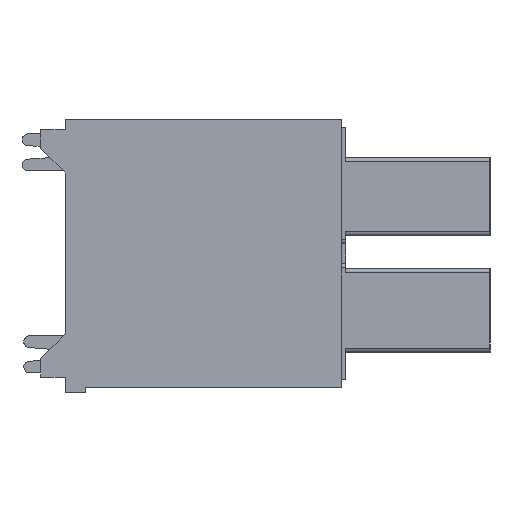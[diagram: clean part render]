
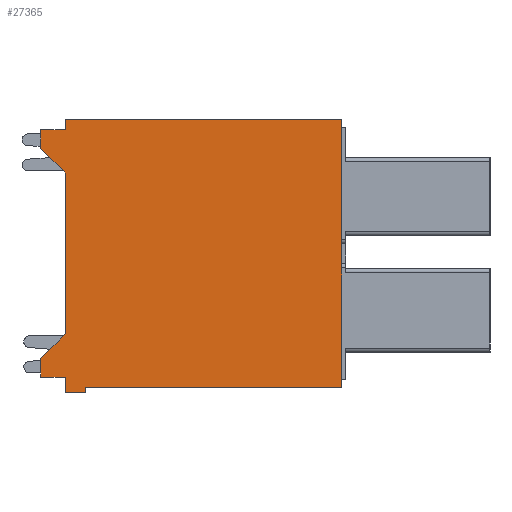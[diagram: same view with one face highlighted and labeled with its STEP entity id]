
A CAD part, left-side view. The second image highlights one B-rep face of the part: STEP entity #27365.
In plain terms, the highlighted planar face has unit normal (-1, 0, 0).
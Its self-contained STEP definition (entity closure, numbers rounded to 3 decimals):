
#3338=ORIENTED_EDGE('',*,*,#9223,.F.);
#3339=ORIENTED_EDGE('',*,*,#10451,.T.);
#3340=ORIENTED_EDGE('',*,*,#10452,.F.);
#3341=ORIENTED_EDGE('',*,*,#10453,.T.);
#3342=ORIENTED_EDGE('',*,*,#9250,.F.);
#3343=ORIENTED_EDGE('',*,*,#10454,.T.);
#3344=ORIENTED_EDGE('',*,*,#10455,.T.);
#3345=ORIENTED_EDGE('',*,*,#9102,.T.);
#3346=ORIENTED_EDGE('',*,*,#10442,.T.);
#3347=ORIENTED_EDGE('',*,*,#9715,.F.);
#3348=ORIENTED_EDGE('',*,*,#9310,.F.);
#3349=ORIENTED_EDGE('',*,*,#10456,.F.);
#3350=ORIENTED_EDGE('',*,*,#10457,.T.);
#3351=ORIENTED_EDGE('',*,*,#10458,.T.);
#9102=EDGE_CURVE('',#13078,#13116,#15774,.T.);
#9223=EDGE_CURVE('',#13229,#13230,#15863,.T.);
#9250=EDGE_CURVE('',#13256,#13257,#15890,.T.);
#9310=EDGE_CURVE('',#13316,#13317,#15950,.T.);
#9715=EDGE_CURVE('',#13317,#13600,#16355,.T.);
#10442=EDGE_CURVE('',#13116,#13600,#16961,.T.);
#10451=EDGE_CURVE('',#13229,#14028,#16970,.T.);
#10452=EDGE_CURVE('',#14029,#14028,#16971,.T.);
#10453=EDGE_CURVE('',#14029,#13257,#16972,.T.);
#10454=EDGE_CURVE('',#13256,#14030,#16973,.T.);
#10455=EDGE_CURVE('',#14030,#13078,#16974,.T.);
#10456=EDGE_CURVE('',#14031,#13316,#16975,.T.);
#10457=EDGE_CURVE('',#14031,#14032,#16976,.T.);
#10458=EDGE_CURVE('',#14032,#13230,#16977,.T.);
#13078=VERTEX_POINT('',#37738);
#13116=VERTEX_POINT('',#37814);
#13229=VERTEX_POINT('',#38065);
#13230=VERTEX_POINT('',#38067);
#13256=VERTEX_POINT('',#38120);
#13257=VERTEX_POINT('',#38122);
#13316=VERTEX_POINT('',#38241);
#13317=VERTEX_POINT('',#38243);
#13600=VERTEX_POINT('',#39028);
#14028=VERTEX_POINT('',#41411);
#14029=VERTEX_POINT('',#41413);
#14030=VERTEX_POINT('',#41416);
#14031=VERTEX_POINT('',#41419);
#14032=VERTEX_POINT('',#41421);
#15774=LINE('',#37815,#19254);
#15863=LINE('',#38066,#19343);
#15890=LINE('',#38121,#19370);
#15950=LINE('',#38242,#19430);
#16355=LINE('',#39027,#19835);
#16961=LINE('',#41394,#20441);
#16970=LINE('',#41410,#20450);
#16971=LINE('',#41412,#20451);
#16972=LINE('',#41414,#20452);
#16973=LINE('',#41415,#20453);
#16974=LINE('',#41417,#20454);
#16975=LINE('',#41418,#20455);
#16976=LINE('',#41420,#20456);
#16977=LINE('',#41422,#20457);
#19254=VECTOR('',#30453,1000.);
#19343=VECTOR('',#30640,1000.);
#19370=VECTOR('',#30669,1000.);
#19430=VECTOR('',#30731,1000.);
#19835=VECTOR('',#31330,1000.);
#20441=VECTOR('',#32542,1000.);
#20450=VECTOR('',#32555,1000.);
#20451=VECTOR('',#32556,1000.);
#20452=VECTOR('',#32557,1000.);
#20453=VECTOR('',#32558,1000.);
#20454=VECTOR('',#32559,1000.);
#20455=VECTOR('',#32560,1000.);
#20456=VECTOR('',#32561,1000.);
#20457=VECTOR('',#32562,1000.);
#23117=EDGE_LOOP('',(#3338,#3339,#3340,#3341,#3342,#3343,#3344,#3345,#3346,
#3347,#3348,#3349,#3350,#3351));
#24719=FACE_BOUND('',#23117,.T.);
#26137=PLANE('',#28926);
#27365=ADVANCED_FACE('',(#24719),#26137,.F.);
#28926=AXIS2_PLACEMENT_3D('',#41409,#32553,#32554);
#30453=DIRECTION('',(0.,-1.,0.));
#30640=DIRECTION('',(0.,0.,1.));
#30669=DIRECTION('',(0.,0.,1.));
#30731=DIRECTION('',(0.,0.,1.));
#31330=DIRECTION('',(0.,-1.,0.));
#32542=DIRECTION('',(0.,0.,1.));
#32553=DIRECTION('',(1.,0.,0.));
#32554=DIRECTION('',(0.,0.,-1.));
#32555=DIRECTION('',(0.,0.707,-0.707));
#32556=DIRECTION('',(0.,0.,1.));
#32557=DIRECTION('',(0.,-1.,0.));
#32558=DIRECTION('',(0.,-1.,0.));
#32559=DIRECTION('',(0.,0.,1.));
#32560=DIRECTION('',(0.,-1.,0.));
#32561=DIRECTION('',(0.,0.,-1.));
#32562=DIRECTION('',(0.,-0.707,-0.707));
#37738=CARTESIAN_POINT('',(-14.4,12.4,-6.5));
#37814=CARTESIAN_POINT('',(-14.4,0.,-6.5));
#37815=CARTESIAN_POINT('',(-14.4,13.4,-6.5));
#38065=CARTESIAN_POINT('',(-14.4,13.4,-3.9));
#38066=CARTESIAN_POINT('',(-14.4,13.4,-6.5));
#38067=CARTESIAN_POINT('',(-14.4,13.4,3.9));
#38120=CARTESIAN_POINT('',(-14.4,13.4,-6.75));
#38121=CARTESIAN_POINT('',(-14.4,13.4,-6.5));
#38122=CARTESIAN_POINT('',(-14.4,13.4,-6.));
#38241=CARTESIAN_POINT('',(-14.4,13.4,6.));
#38242=CARTESIAN_POINT('',(-14.4,13.4,-6.5));
#38243=CARTESIAN_POINT('',(-14.4,13.4,6.5));
#39027=CARTESIAN_POINT('',(-14.4,13.4,6.5));
#39028=CARTESIAN_POINT('',(-14.4,0.,6.5));
#41394=CARTESIAN_POINT('',(-14.4,0.,-6.5));
#41409=CARTESIAN_POINT('',(-14.4,13.4,-6.5));
#41410=CARTESIAN_POINT('',(-14.4,14.6,-5.1));
#41411=CARTESIAN_POINT('',(-14.4,14.6,-5.1));
#41412=CARTESIAN_POINT('',(-14.4,14.6,-6.));
#41413=CARTESIAN_POINT('',(-14.4,14.6,-6.));
#41414=CARTESIAN_POINT('',(-14.4,14.6,-6.));
#41415=CARTESIAN_POINT('',(-14.4,12.4,-6.75));
#41416=CARTESIAN_POINT('',(-14.4,12.4,-6.75));
#41417=CARTESIAN_POINT('',(-14.4,12.4,-6.5));
#41418=CARTESIAN_POINT('',(-14.4,14.6,6.));
#41419=CARTESIAN_POINT('',(-14.4,14.6,6.));
#41420=CARTESIAN_POINT('',(-14.4,14.6,6.));
#41421=CARTESIAN_POINT('',(-14.4,14.6,5.1));
#41422=CARTESIAN_POINT('',(-14.4,13.4,3.9));
